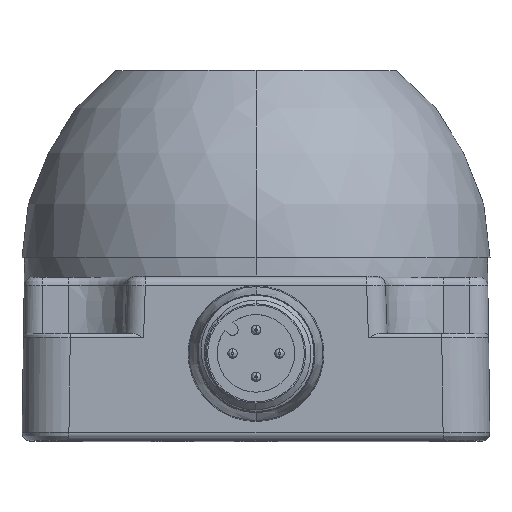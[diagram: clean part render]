
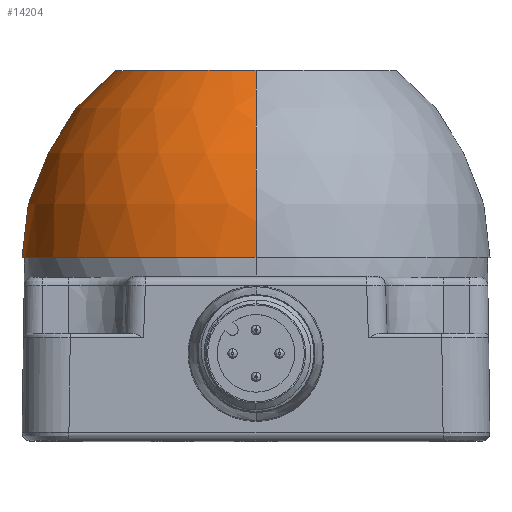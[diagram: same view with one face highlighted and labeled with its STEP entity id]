
A CAD part, top view. The second image highlights one B-rep face of the part: STEP entity #14204.
In plain terms, the highlighted spherical face has radius 25 mm.
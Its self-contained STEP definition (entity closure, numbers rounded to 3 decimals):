
#607=CARTESIAN_POINT('',(0.,39.6,0.));
#608=DIRECTION('',(0.,1.,0.));
#609=DIRECTION('',(0.,0.,-1.));
#610=AXIS2_PLACEMENT_3D('',#607,#608,#609);
#612=CARTESIAN_POINT('',(0.,19.6,0.));
#613=DIRECTION('',(-1.,0.,0.));
#614=DIRECTION('',(0.,0.,1.));
#615=AXIS2_PLACEMENT_3D('',#612,#613,#614);
#617=CARTESIAN_POINT('',(0.,19.6,0.));
#618=DIRECTION('',(0.,1.,0.));
#619=DIRECTION('',(0.,0.,-1.));
#620=AXIS2_PLACEMENT_3D('',#617,#618,#619);
#622=CARTESIAN_POINT('',(0.,19.6,0.));
#623=DIRECTION('',(1.,0.,0.));
#624=DIRECTION('',(0.,0.,-1.));
#625=AXIS2_PLACEMENT_3D('',#622,#623,#624);
#13554=CARTESIAN_POINT('',(0.,19.6,-25.));
#13555=CARTESIAN_POINT('',(0.,19.6,25.));
#13556=VERTEX_POINT('',#13554);
#13557=VERTEX_POINT('',#13555);
#13558=CARTESIAN_POINT('',(0.,39.6,15.));
#13559=CARTESIAN_POINT('',(0.,39.6,-15.));
#13560=VERTEX_POINT('',#13558);
#13561=VERTEX_POINT('',#13559);
#14190=CARTESIAN_POINT('',(0.,19.6,0.));
#14191=DIRECTION('',(0.,-1.,0.));
#14192=DIRECTION('',(0.,0.,1.));
#14193=AXIS2_PLACEMENT_3D('',#14190,#14191,#14192);
#14194=SPHERICAL_SURFACE('',#14193,25.);
#14196=ORIENTED_EDGE('',*,*,#14195,.T.);
#14198=ORIENTED_EDGE('',*,*,#14197,.F.);
#14199=ORIENTED_EDGE('',*,*,#14178,.F.);
#14201=ORIENTED_EDGE('',*,*,#14200,.T.);
#14202=EDGE_LOOP('',(#14196,#14198,#14199,#14201));
#14203=FACE_OUTER_BOUND('',#14202,.F.);
#14204=ADVANCED_FACE('',(#14203),#14194,.T.);
#611=CIRCLE('',#610,15.);
#616=CIRCLE('',#615,25.);
#621=CIRCLE('',#620,25.);
#626=CIRCLE('',#625,25.);
#14178=EDGE_CURVE('',#13556,#13557,#621,.T.);
#14195=EDGE_CURVE('',#13561,#13560,#611,.T.);
#14197=EDGE_CURVE('',#13557,#13560,#616,.T.);
#14200=EDGE_CURVE('',#13556,#13561,#626,.T.);
